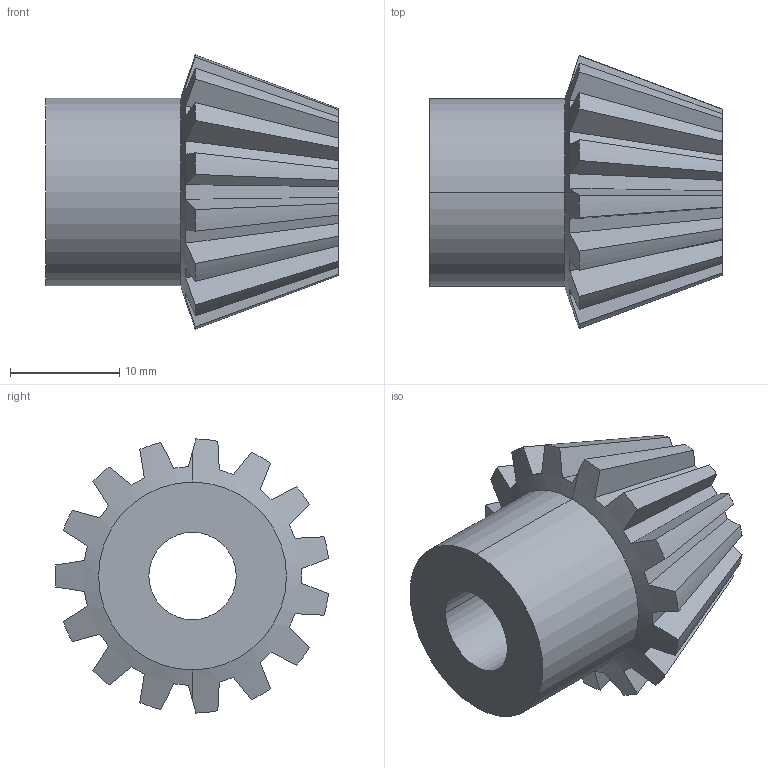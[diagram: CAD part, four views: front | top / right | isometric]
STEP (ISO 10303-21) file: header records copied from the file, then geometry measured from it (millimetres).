
FILE_DESCRIPTION(('STEP AP214'),'1');
FILE_NAME('p_151545-15.stp','2017-11-06T17:34:15',('TraceParts'),('TraceParts S.A.'),'Spatial InterOp 3D',' ',' ');
FILE_SCHEMA(('automotive_design'));
Length unit declared in the file: millimetre
Products named in the file (1): p_151545-15
Bounding box: 26.8 x 24.99 x 25.09 mm (x, y, z)
Volume: 5394.7 mm3; surface area: 3316.4 mm2
Topology: 1 solids, 1 shells, 83 faces, 241 edges, 160 vertices
Faces by surface type: plane 47, cone 32, cylinder 4
Entity records: 2674 total; most frequent: CARTESIAN_POINT 639, ORIENTED_EDGE 482, DIRECTION 385, EDGE_CURVE 241, VERTEX_POINT 160, AXIS2_PLACEMENT_3D 137, LINE 111, VECTOR 111
